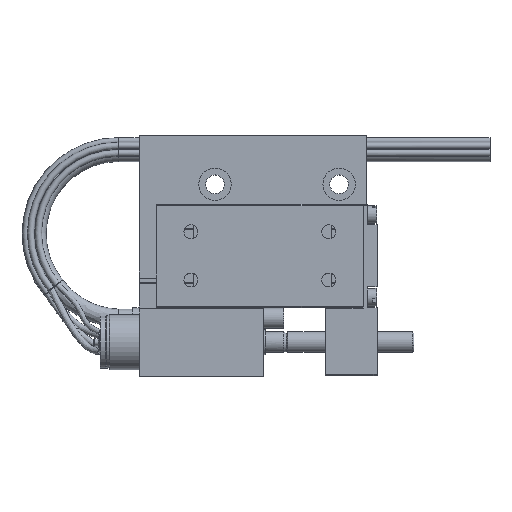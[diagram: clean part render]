
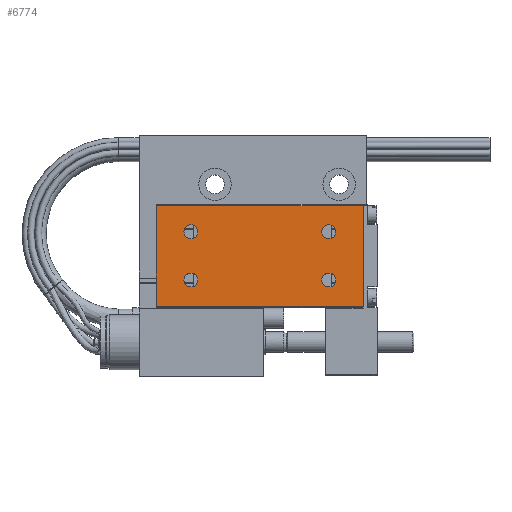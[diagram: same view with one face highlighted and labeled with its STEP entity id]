
A CAD part, top view. The second image highlights one B-rep face of the part: STEP entity #6774.
In plain terms, the highlighted planar face has unit normal (0, 0, 1).
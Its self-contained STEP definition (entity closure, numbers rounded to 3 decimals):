
#218=FACE_BOUND('',#1423,.T.);
#219=FACE_BOUND('',#1424,.T.);
#220=FACE_BOUND('',#1425,.T.);
#221=FACE_BOUND('',#1426,.T.);
#633=CIRCLE('',#7422,1.007);
#634=CIRCLE('',#7423,1.007);
#636=CIRCLE('',#7426,1.007);
#637=CIRCLE('',#7427,1.007);
#639=CIRCLE('',#7430,1.007);
#640=CIRCLE('',#7431,1.007);
#642=CIRCLE('',#7434,1.007);
#643=CIRCLE('',#7435,1.007);
#1018=FACE_OUTER_BOUND('',#1422,.T.);
#1422=EDGE_LOOP('',(#5792,#5793,#5794,#5795));
#1423=EDGE_LOOP('',(#5796,#5797));
#1424=EDGE_LOOP('',(#5798,#5799));
#1425=EDGE_LOOP('',(#5800,#5801));
#1426=EDGE_LOOP('',(#5802,#5803));
#1881=LINE('',#12690,#2390);
#1933=LINE('',#12826,#2442);
#1935=LINE('',#12830,#2444);
#1936=LINE('',#12831,#2445);
#2390=VECTOR('',#9132,10.);
#2442=VECTOR('',#9260,10.);
#2444=VECTOR('',#9264,10.);
#2445=VECTOR('',#9265,10.);
#3016=VERTEX_POINT('',#12687);
#3017=VERTEX_POINT('',#12689);
#3034=VERTEX_POINT('',#12727);
#3035=VERTEX_POINT('',#12728);
#3037=VERTEX_POINT('',#12735);
#3038=VERTEX_POINT('',#12736);
#3040=VERTEX_POINT('',#12743);
#3041=VERTEX_POINT('',#12744);
#3043=VERTEX_POINT('',#12751);
#3044=VERTEX_POINT('',#12752);
#3063=VERTEX_POINT('',#12825);
#3064=VERTEX_POINT('',#12829);
#3920=EDGE_CURVE('',#3017,#3016,#1881,.T.);
#3939=EDGE_CURVE('',#3034,#3035,#633,.T.);
#3940=EDGE_CURVE('',#3035,#3034,#634,.T.);
#3943=EDGE_CURVE('',#3037,#3038,#636,.T.);
#3944=EDGE_CURVE('',#3038,#3037,#637,.T.);
#3947=EDGE_CURVE('',#3040,#3041,#639,.T.);
#3948=EDGE_CURVE('',#3041,#3040,#640,.T.);
#3951=EDGE_CURVE('',#3043,#3044,#642,.T.);
#3952=EDGE_CURVE('',#3044,#3043,#643,.T.);
#3988=EDGE_CURVE('',#3063,#3017,#1933,.T.);
#3990=EDGE_CURVE('',#3064,#3016,#1935,.T.);
#3991=EDGE_CURVE('',#3064,#3063,#1936,.T.);
#5792=ORIENTED_EDGE('',*,*,#3920,.T.);
#5793=ORIENTED_EDGE('',*,*,#3990,.F.);
#5794=ORIENTED_EDGE('',*,*,#3991,.T.);
#5795=ORIENTED_EDGE('',*,*,#3988,.T.);
#5796=ORIENTED_EDGE('',*,*,#3939,.T.);
#5797=ORIENTED_EDGE('',*,*,#3940,.T.);
#5798=ORIENTED_EDGE('',*,*,#3943,.T.);
#5799=ORIENTED_EDGE('',*,*,#3944,.T.);
#5800=ORIENTED_EDGE('',*,*,#3947,.T.);
#5801=ORIENTED_EDGE('',*,*,#3948,.T.);
#5802=ORIENTED_EDGE('',*,*,#3951,.T.);
#5803=ORIENTED_EDGE('',*,*,#3952,.T.);
#6082=PLANE('',#7456);
#6774=ADVANCED_FACE('',(#1018,#218,#219,#220,#221),#6082,.T.);
#7422=AXIS2_PLACEMENT_3D('',#12729,#9157,#9158);
#7423=AXIS2_PLACEMENT_3D('',#12730,#9159,#9160);
#7426=AXIS2_PLACEMENT_3D('',#12737,#9166,#9167);
#7427=AXIS2_PLACEMENT_3D('',#12738,#9168,#9169);
#7430=AXIS2_PLACEMENT_3D('',#12745,#9175,#9176);
#7431=AXIS2_PLACEMENT_3D('',#12746,#9177,#9178);
#7434=AXIS2_PLACEMENT_3D('',#12753,#9184,#9185);
#7435=AXIS2_PLACEMENT_3D('',#12754,#9186,#9187);
#7456=AXIS2_PLACEMENT_3D('',#12828,#9262,#9263);
#9132=DIRECTION('',(0.,1.,0.));
#9157=DIRECTION('center_axis',(0.,0.,
-1.));
#9158=DIRECTION('ref_axis',(1.,0.,0.));
#9159=DIRECTION('center_axis',(0.,0.,
-1.));
#9160=DIRECTION('ref_axis',(1.,0.,0.));
#9166=DIRECTION('center_axis',(0.,0.,
-1.));
#9167=DIRECTION('ref_axis',(1.,0.,0.));
#9168=DIRECTION('center_axis',(0.,0.,
-1.));
#9169=DIRECTION('ref_axis',(1.,0.,0.));
#9175=DIRECTION('center_axis',(0.,0.,
-1.));
#9176=DIRECTION('ref_axis',(1.,0.,0.));
#9177=DIRECTION('center_axis',(0.,0.,
-1.));
#9178=DIRECTION('ref_axis',(1.,0.,0.));
#9184=DIRECTION('center_axis',(0.,0.,
-1.));
#9185=DIRECTION('ref_axis',(1.,0.,0.));
#9186=DIRECTION('center_axis',(0.,0.,
-1.));
#9187=DIRECTION('ref_axis',(1.,0.,0.));
#9260=DIRECTION('',(1.,0.,0.));
#9262=DIRECTION('center_axis',(0.,0.,
1.));
#9263=DIRECTION('ref_axis',(1.,0.,0.));
#9264=DIRECTION('',(1.,0.,0.));
#9265=DIRECTION('',(0.,-1.,0.));
#12687=CARTESIAN_POINT('',(16.,7.3,13.));
#12689=CARTESIAN_POINT('',(16.,-7.3,13.));
#12690=CARTESIAN_POINT('',(16.,7.3,13.));
#12727=CARTESIAN_POINT('',(12.007,-3.5,13.));
#12728=CARTESIAN_POINT('',(9.994,-3.5,13.));
#12729=CARTESIAN_POINT('Origin',(11.,-3.5,13.));
#12730=CARTESIAN_POINT('Origin',(11.,-3.5,13.));
#12735=CARTESIAN_POINT('',(-7.993,-3.5,13.));
#12736=CARTESIAN_POINT('',(-10.006,-3.5,13.));
#12737=CARTESIAN_POINT('Origin',(-9.,-3.5,13.));
#12738=CARTESIAN_POINT('Origin',(-9.,-3.5,13.));
#12743=CARTESIAN_POINT('',(12.007,3.5,13.));
#12744=CARTESIAN_POINT('',(9.994,3.5,13.));
#12745=CARTESIAN_POINT('Origin',(11.,3.5,13.));
#12746=CARTESIAN_POINT('Origin',(11.,3.5,13.));
#12751=CARTESIAN_POINT('',(-7.993,3.5,13.));
#12752=CARTESIAN_POINT('',(-10.006,3.5,13.));
#12753=CARTESIAN_POINT('Origin',(-9.,3.5,13.));
#12754=CARTESIAN_POINT('Origin',(-9.,3.5,13.));
#12825=CARTESIAN_POINT('',(-14.,-7.3,13.));
#12826=CARTESIAN_POINT('',(-14.,-7.3,13.));
#12828=CARTESIAN_POINT('Origin',(-14.,-7.3,13.));
#12829=CARTESIAN_POINT('',(-14.,7.3,13.));
#12830=CARTESIAN_POINT('',(-14.,7.3,13.));
#12831=CARTESIAN_POINT('',(-14.,7.3,13.));
